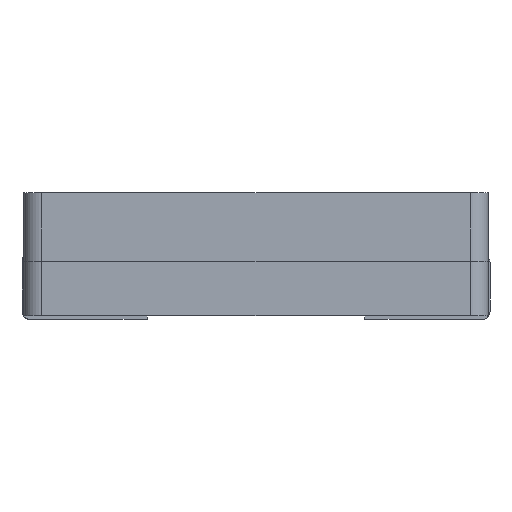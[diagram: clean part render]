
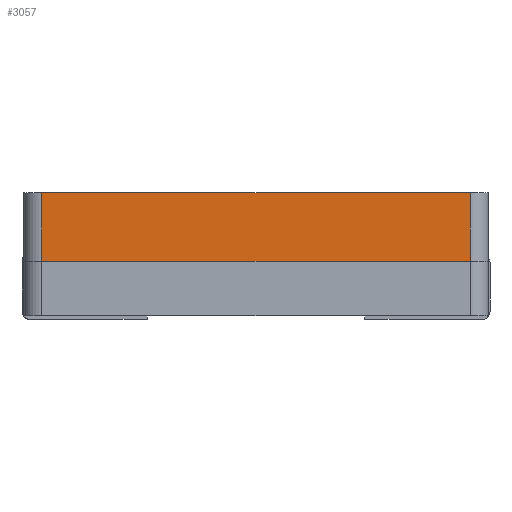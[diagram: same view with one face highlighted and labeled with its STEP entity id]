
A CAD part, front view. The second image highlights one B-rep face of the part: STEP entity #3057.
In plain terms, the highlighted planar face has unit normal (0, -1, 0).
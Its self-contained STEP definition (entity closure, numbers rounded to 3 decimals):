
#80 = VERTEX_POINT('',#81);
#81 = CARTESIAN_POINT('',(-5.9,-6.4,1.6));
#117 = PLANE('',#118);
#118 = AXIS2_PLACEMENT_3D('',#119,#120,#121);
#119 = CARTESIAN_POINT('',(-5.9,-6.4,1.6));
#120 = DIRECTION('',(0.,1.,0.));
#121 = DIRECTION('',(0.,0.,-1.));
#146 = CYLINDRICAL_SURFACE('',#147,0.5);
#147 = AXIS2_PLACEMENT_3D('',#148,#149,#150);
#148 = CARTESIAN_POINT('',(-5.9,-5.9,3.5));
#149 = DIRECTION('',(0.,0.,1.));
#150 = DIRECTION('',(0.,-1.,0.));
#898 = EDGE_CURVE('',#80,#899,#901,.T.);
#899 = VERTEX_POINT('',#900);
#900 = CARTESIAN_POINT('',(5.9,-6.4,1.6));
#901 = SURFACE_CURVE('',#902,(#906,#913),.PCURVE_S1.);
#902 = LINE('',#903,#904);
#903 = CARTESIAN_POINT('',(-5.9,-6.4,1.6));
#904 = VECTOR('',#905,1.);
#905 = DIRECTION('',(1.,0.,0.));
#906 = PCURVE('',#117,#907);
#907 = DEFINITIONAL_REPRESENTATION('',(#908),#912);
#908 = LINE('',#909,#910);
#909 = CARTESIAN_POINT('',(0.,0.));
#910 = VECTOR('',#911,1.);
#911 = DIRECTION('',(0.,-1.));
#912 = ( GEOMETRIC_REPRESENTATION_CONTEXT(2) 
PARAMETRIC_REPRESENTATION_CONTEXT() REPRESENTATION_CONTEXT('2D SPACE',''
  ) );
#913 = PCURVE('',#914,#919);
#914 = PLANE('',#915);
#915 = AXIS2_PLACEMENT_3D('',#916,#917,#918);
#916 = CARTESIAN_POINT('',(-5.9,-6.4,3.5));
#917 = DIRECTION('',(0.,1.,0.));
#918 = DIRECTION('',(0.,0.,-1.));
#919 = DEFINITIONAL_REPRESENTATION('',(#920),#924);
#920 = LINE('',#921,#922);
#921 = CARTESIAN_POINT('',(1.9,0.));
#922 = VECTOR('',#923,1.);
#923 = DIRECTION('',(0.,-1.));
#924 = ( GEOMETRIC_REPRESENTATION_CONTEXT(2) 
PARAMETRIC_REPRESENTATION_CONTEXT() REPRESENTATION_CONTEXT('2D SPACE',''
  ) );
#973 = EDGE_CURVE('',#974,#80,#976,.T.);
#974 = VERTEX_POINT('',#975);
#975 = CARTESIAN_POINT('',(-5.9,-6.4,3.5));
#976 = SURFACE_CURVE('',#977,(#981,#1010),.PCURVE_S1.);
#977 = LINE('',#978,#979);
#978 = CARTESIAN_POINT('',(-5.9,-6.4,3.5));
#979 = VECTOR('',#980,1.);
#980 = DIRECTION('',(0.,0.,-1.));
#981 = PCURVE('',#146,#982);
#982 = DEFINITIONAL_REPRESENTATION('',(#983),#1009);
#983 = B_SPLINE_CURVE_WITH_KNOTS('',3,(#984,#985,#986,#987,#988,#989,
    #990,#991,#992,#993,#994,#995,#996,#997,#998,#999,#1000,#1001,#1002,
    #1003,#1004,#1005,#1006,#1007,#1008),.UNSPECIFIED.,.F.,.F.,(4,1,1,1,
    1,1,1,1,1,1,1,1,1,1,1,1,1,1,1,1,1,1,4),(0.,0.086,
    0.173,0.259,0.345,0.432,
    0.518,0.605,0.691,0.777,
    0.864,0.95,1.036,1.123,1.209,
    1.295,1.382,1.468,1.555,
    1.641,1.727,1.814,1.9),
  .QUASI_UNIFORM_KNOTS.);
#984 = CARTESIAN_POINT('',(6.283,0.));
#985 = CARTESIAN_POINT('',(6.283,-0.029));
#986 = CARTESIAN_POINT('',(6.283,-0.086));
#987 = CARTESIAN_POINT('',(6.283,-0.173));
#988 = CARTESIAN_POINT('',(6.283,-0.259));
#989 = CARTESIAN_POINT('',(6.283,-0.345));
#990 = CARTESIAN_POINT('',(6.283,-0.432));
#991 = CARTESIAN_POINT('',(6.283,-0.518));
#992 = CARTESIAN_POINT('',(6.283,-0.605));
#993 = CARTESIAN_POINT('',(6.283,-0.691));
#994 = CARTESIAN_POINT('',(6.283,-0.777));
#995 = CARTESIAN_POINT('',(6.283,-0.864));
#996 = CARTESIAN_POINT('',(6.283,-0.95));
#997 = CARTESIAN_POINT('',(6.283,-1.036));
#998 = CARTESIAN_POINT('',(6.283,-1.123));
#999 = CARTESIAN_POINT('',(6.283,-1.209));
#1000 = CARTESIAN_POINT('',(6.283,-1.295));
#1001 = CARTESIAN_POINT('',(6.283,-1.382));
#1002 = CARTESIAN_POINT('',(6.283,-1.468));
#1003 = CARTESIAN_POINT('',(6.283,-1.555));
#1004 = CARTESIAN_POINT('',(6.283,-1.641));
#1005 = CARTESIAN_POINT('',(6.283,-1.727));
#1006 = CARTESIAN_POINT('',(6.283,-1.814));
#1007 = CARTESIAN_POINT('',(6.283,-1.871));
#1008 = CARTESIAN_POINT('',(6.283,-1.9));
#1009 = ( GEOMETRIC_REPRESENTATION_CONTEXT(2) 
PARAMETRIC_REPRESENTATION_CONTEXT() REPRESENTATION_CONTEXT('2D SPACE',''
  ) );
#1010 = PCURVE('',#914,#1011);
#1011 = DEFINITIONAL_REPRESENTATION('',(#1012),#1016);
#1012 = LINE('',#1013,#1014);
#1013 = CARTESIAN_POINT('',(0.,0.));
#1014 = VECTOR('',#1015,1.);
#1015 = DIRECTION('',(1.,0.));
#1016 = ( GEOMETRIC_REPRESENTATION_CONTEXT(2) 
PARAMETRIC_REPRESENTATION_CONTEXT() REPRESENTATION_CONTEXT('2D SPACE',''
  ) );
#1057 = PLANE('',#1058);
#1058 = AXIS2_PLACEMENT_3D('',#1059,#1060,#1061);
#1059 = CARTESIAN_POINT('',(5.9,-5.9,3.5));
#1060 = DIRECTION('',(0.,0.,1.));
#1061 = DIRECTION('',(0.,1.,0.));
#1494 = CYLINDRICAL_SURFACE('',#1495,0.5);
#1495 = AXIS2_PLACEMENT_3D('',#1496,#1497,#1498);
#1496 = CARTESIAN_POINT('',(5.9,-5.9,3.5));
#1497 = DIRECTION('',(0.,0.,1.));
#1498 = DIRECTION('',(0.,-1.,0.));
#3057 = ADVANCED_FACE('',(#3058),#914,.F.);
#3058 = FACE_BOUND('',#3059,.F.);
#3059 = EDGE_LOOP('',(#3060,#3061,#3062,#3085));
#3060 = ORIENTED_EDGE('',*,*,#898,.F.);
#3061 = ORIENTED_EDGE('',*,*,#973,.F.);
#3062 = ORIENTED_EDGE('',*,*,#3063,.T.);
#3063 = EDGE_CURVE('',#974,#3064,#3066,.T.);
#3064 = VERTEX_POINT('',#3065);
#3065 = CARTESIAN_POINT('',(5.9,-6.4,3.5));
#3066 = SURFACE_CURVE('',#3067,(#3071,#3078),.PCURVE_S1.);
#3067 = LINE('',#3068,#3069);
#3068 = CARTESIAN_POINT('',(-5.9,-6.4,3.5));
#3069 = VECTOR('',#3070,1.);
#3070 = DIRECTION('',(1.,0.,0.));
#3071 = PCURVE('',#914,#3072);
#3072 = DEFINITIONAL_REPRESENTATION('',(#3073),#3077);
#3073 = LINE('',#3074,#3075);
#3074 = CARTESIAN_POINT('',(0.,0.));
#3075 = VECTOR('',#3076,1.);
#3076 = DIRECTION('',(0.,-1.));
#3077 = ( GEOMETRIC_REPRESENTATION_CONTEXT(2) 
PARAMETRIC_REPRESENTATION_CONTEXT() REPRESENTATION_CONTEXT('2D SPACE',''
  ) );
#3078 = PCURVE('',#1057,#3079);
#3079 = DEFINITIONAL_REPRESENTATION('',(#3080),#3084);
#3080 = LINE('',#3081,#3082);
#3081 = CARTESIAN_POINT('',(-0.5,11.8));
#3082 = VECTOR('',#3083,1.);
#3083 = DIRECTION('',(0.,-1.));
#3084 = ( GEOMETRIC_REPRESENTATION_CONTEXT(2) 
PARAMETRIC_REPRESENTATION_CONTEXT() REPRESENTATION_CONTEXT('2D SPACE',''
  ) );
#3085 = ORIENTED_EDGE('',*,*,#3086,.T.);
#3086 = EDGE_CURVE('',#3064,#899,#3087,.T.);
#3087 = SURFACE_CURVE('',#3088,(#3092,#3099),.PCURVE_S1.);
#3088 = LINE('',#3089,#3090);
#3089 = CARTESIAN_POINT('',(5.9,-6.4,3.5));
#3090 = VECTOR('',#3091,1.);
#3091 = DIRECTION('',(0.,0.,-1.));
#3092 = PCURVE('',#914,#3093);
#3093 = DEFINITIONAL_REPRESENTATION('',(#3094),#3098);
#3094 = LINE('',#3095,#3096);
#3095 = CARTESIAN_POINT('',(0.,-11.8));
#3096 = VECTOR('',#3097,1.);
#3097 = DIRECTION('',(1.,0.));
#3098 = ( GEOMETRIC_REPRESENTATION_CONTEXT(2) 
PARAMETRIC_REPRESENTATION_CONTEXT() REPRESENTATION_CONTEXT('2D SPACE',''
  ) );
#3099 = PCURVE('',#1494,#3100);
#3100 = DEFINITIONAL_REPRESENTATION('',(#3101),#3127);
#3101 = B_SPLINE_CURVE_WITH_KNOTS('',3,(#3102,#3103,#3104,#3105,#3106,
    #3107,#3108,#3109,#3110,#3111,#3112,#3113,#3114,#3115,#3116,#3117,
    #3118,#3119,#3120,#3121,#3122,#3123,#3124,#3125,#3126),
  .UNSPECIFIED.,.F.,.F.,(4,1,1,1,1,1,1,1,1,1,1,1,1,1,1,1,1,1,1,1,1,1,4),
  (0.,0.086,0.173,0.259,
    0.345,0.432,0.518,0.605,
    0.691,0.777,0.864,0.95,1.036,
    1.123,1.209,1.295,1.382,
    1.468,1.555,1.641,1.727,
    1.814,1.9),.QUASI_UNIFORM_KNOTS.);
#3102 = CARTESIAN_POINT('',(0.,0.));
#3103 = CARTESIAN_POINT('',(0.,-0.029));
#3104 = CARTESIAN_POINT('',(0.,-0.086));
#3105 = CARTESIAN_POINT('',(0.,-0.173));
#3106 = CARTESIAN_POINT('',(0.,-0.259));
#3107 = CARTESIAN_POINT('',(0.,-0.345));
#3108 = CARTESIAN_POINT('',(0.,-0.432));
#3109 = CARTESIAN_POINT('',(0.,-0.518));
#3110 = CARTESIAN_POINT('',(0.,-0.605));
#3111 = CARTESIAN_POINT('',(0.,-0.691));
#3112 = CARTESIAN_POINT('',(0.,-0.777));
#3113 = CARTESIAN_POINT('',(0.,-0.864));
#3114 = CARTESIAN_POINT('',(0.,-0.95));
#3115 = CARTESIAN_POINT('',(0.,-1.036));
#3116 = CARTESIAN_POINT('',(0.,-1.123));
#3117 = CARTESIAN_POINT('',(0.,-1.209));
#3118 = CARTESIAN_POINT('',(0.,-1.295));
#3119 = CARTESIAN_POINT('',(0.,-1.382));
#3120 = CARTESIAN_POINT('',(0.,-1.468));
#3121 = CARTESIAN_POINT('',(0.,-1.555));
#3122 = CARTESIAN_POINT('',(0.,-1.641));
#3123 = CARTESIAN_POINT('',(0.,-1.727));
#3124 = CARTESIAN_POINT('',(0.,-1.814));
#3125 = CARTESIAN_POINT('',(0.,-1.871));
#3126 = CARTESIAN_POINT('',(0.,-1.9));
#3127 = ( GEOMETRIC_REPRESENTATION_CONTEXT(2) 
PARAMETRIC_REPRESENTATION_CONTEXT() REPRESENTATION_CONTEXT('2D SPACE',''
  ) );
